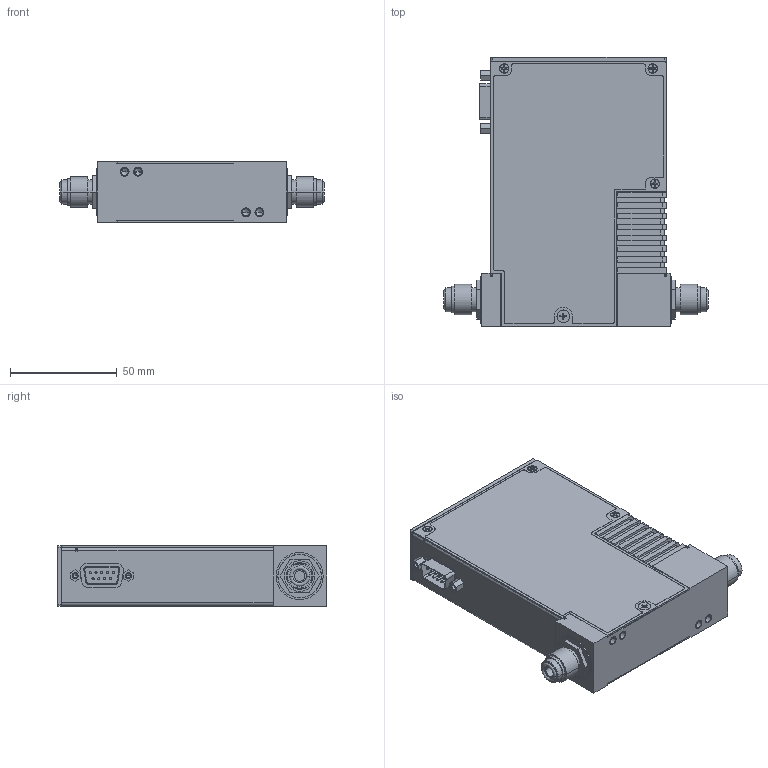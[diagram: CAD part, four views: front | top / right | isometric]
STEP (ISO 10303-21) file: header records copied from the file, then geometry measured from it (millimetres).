
FILE_DESCRIPTION((''),'2;1');
FILE_NAME('P4B_4VCR_9PIN_ASM','2015-10-06T',('cockrofm'),(''),'PRO/ENGINEER BY PARAMETRIC TECHNOLOGY CORPORATION, 2011490','PRO/ENGINEER BY PARAMETRIC TECHNOLOGY CORPORATION, 2011490','');
FILE_SCHEMA(('CONFIG_CONTROL_DESIGN'));
Length unit declared in the file: inch
Products named in the file (37): 1015950_FLOWBODY_1; PRT0119; PRT0120; 1029908-003_15-PIN_ASM_1_ASM; 133140_4VCR_FITTING_1; 1032346_TOP_PLATE_1; PRT0121; PRT0122; PRT0123; 1020478_FLEX_CONN_10_1; ASM0014_ASM; PRT0124; PRT0125; PRT0126; 1032367_LABEL_FRT_1; 1032368_LABEL_BACK_1; PRT0127; PRT0128; PRT0129; PRT0130; 134100-P1_LABEL-POSITION1_1; PRT0131; PRT0132; MANIFOLD_SOLID_BREP_52309; MANIFOLD_SOLID_BREP_52397; MANIFOLD_SOLID_BREP_52485; MANIFOLD_SOLID_BREP_52573; MANIFOLD_SOLID_BREP_52661; MANIFOLD_SOLID_BREP_52749; MANIFOLD_SOLID_BREP_52837; MANIFOLD_SOLID_BREP_52925; MANIFOLD_SOLID_BREP_53013; MANIFOLD_SOLID_BREP_53101; _1033967_1; 1033967_1_ASM; 1020001_STP_ASM_1_ASM; P4B_4VCR_9PIN_ASM
Assembly tree (49 placements, depth 4):
  P4B_4VCR_9PIN_ASM
    1020001_STP_ASM_1_ASM
      1015950_FLOWBODY_1
      1029908-003_15-PIN_ASM_1_ASM
        PRT0119
        PRT0120  x3
      133140_4VCR_FITTING_1  x2
      1032346_TOP_PLATE_1
      ASM0014_ASM
        PRT0121
        PRT0122
        PRT0123  x2
        1020478_FLEX_CONN_10_1
      PRT0124
      PRT0125
      PRT0126  x3
      1032367_LABEL_FRT_1
      1032368_LABEL_BACK_1
      PRT0127  x5
      PRT0128  x2
      PRT0129
      PRT0130  x2
      134100-P1_LABEL-POSITION1_1
      PRT0131  x2
      PRT0132
      1033967_1_ASM
        MANIFOLD_SOLID_BREP_52309
        MANIFOLD_SOLID_BREP_52397
        MANIFOLD_SOLID_BREP_52485
        MANIFOLD_SOLID_BREP_52573
        MANIFOLD_SOLID_BREP_52661
        MANIFOLD_SOLID_BREP_52749
        MANIFOLD_SOLID_BREP_52837
        MANIFOLD_SOLID_BREP_52925
        MANIFOLD_SOLID_BREP_53013
        MANIFOLD_SOLID_BREP_53101
        _1033967_1
Bounding box: 123.95 x 126.33 x 28.57 mm (x, y, z)
Volume: 107029.4 mm3; surface area: 122268.2 mm2
Topology: 44 solids, 69 shells, 2059 faces, 5319 edges, 3428 vertices
Faces by surface type: plane 1045, cylinder 822, cone 108, extrusion 60, torus 16, sphere 4, bspline 4
Entity records: 52351 total; most frequent: CARTESIAN_POINT 10200, DIRECTION 8710, ORIENTED_EDGE 8492, EDGE_CURVE 4289, VECTOR 3014, LINE 2994, VERTEX_POINT 2878, AXIS2_PLACEMENT_3D 2848
